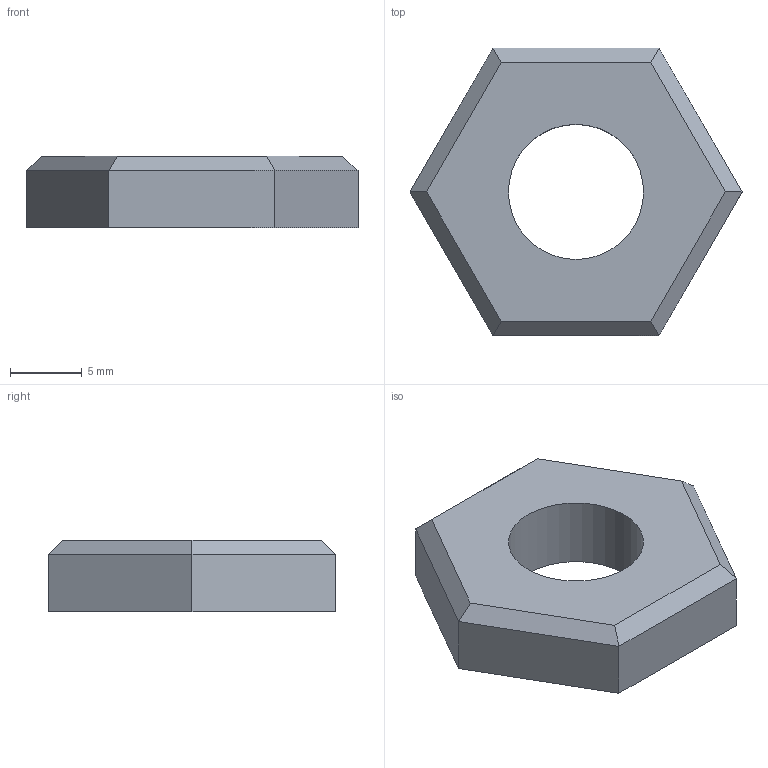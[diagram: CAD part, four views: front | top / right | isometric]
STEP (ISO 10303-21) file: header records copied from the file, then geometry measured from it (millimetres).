
FILE_DESCRIPTION(('STEP AP203'), '1');
FILE_NAME('fitting_nut', '2024-01-31T19:12:29', ('User'), (''), 'C3D Converter', 'C3D Toolkit', '');
FILE_SCHEMA(('CONFIG_CONTROL_DESIGN'));
Length unit declared in the file: millimetre
Bounding box: 23.09 x 20 x 5 mm (x, y, z)
Volume: 1351.6 mm3; surface area: 1006.1 mm2
Topology: 1 solids, 1 shells, 15 faces, 33 edges, 20 vertices
Faces by surface type: plane 14, cylinder 1
Full cylindrical faces by diameter (mm): 9.4 x1
Entity records: 576 total; most frequent: CARTESIAN_POINT 68, DIRECTION 66, ORIENTED_EDGE 64, EDGE_CURVE 32, LINE 30, VECTOR 30, VERTEX_POINT 20, AXIS2_PLACEMENT_3D 18
